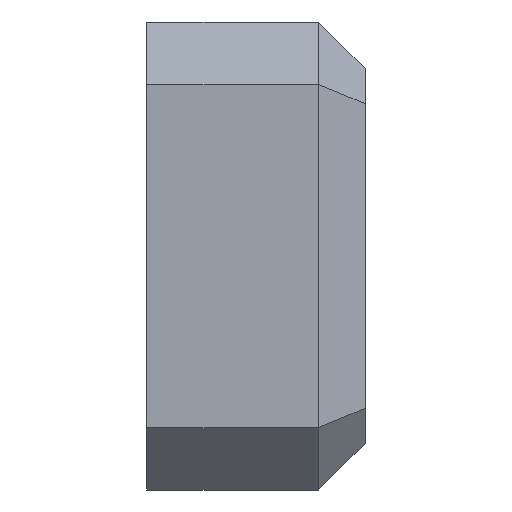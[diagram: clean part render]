
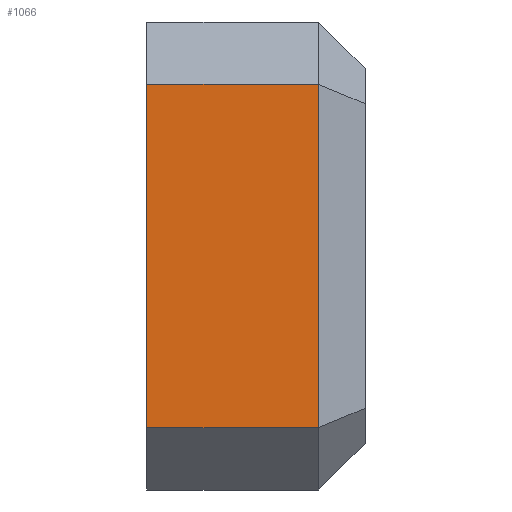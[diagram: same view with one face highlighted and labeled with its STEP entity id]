
A CAD part, left-side view. The second image highlights one B-rep face of the part: STEP entity #1066.
In plain terms, the highlighted planar face has unit normal (-1, 0, 0).
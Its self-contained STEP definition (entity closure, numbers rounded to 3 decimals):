
#46=PLANE('',#1137);
#104=FACE_OUTER_BOUND('',#167,.T.);
#167=EDGE_LOOP('',(#911,#912,#913,#914));
#307=LINE('',#3022,#391);
#326=LINE('',#3059,#410);
#328=LINE('',#3063,#412);
#329=LINE('',#3064,#413);
#391=VECTOR('',#1304,10.);
#410=VECTOR('',#1337,10.);
#412=VECTOR('',#1341,10.);
#413=VECTOR('',#1342,10.);
#503=VERTEX_POINT('',#3019);
#504=VERTEX_POINT('',#3021);
#515=VERTEX_POINT('',#3058);
#516=VERTEX_POINT('',#3062);
#639=EDGE_CURVE('',#503,#504,#307,.T.);
#658=EDGE_CURVE('',#515,#504,#326,.T.);
#660=EDGE_CURVE('',#516,#503,#328,.T.);
#661=EDGE_CURVE('',#516,#515,#329,.T.);
#911=ORIENTED_EDGE('',*,*,#639,.F.);
#912=ORIENTED_EDGE('',*,*,#660,.F.);
#913=ORIENTED_EDGE('',*,*,#661,.T.);
#914=ORIENTED_EDGE('',*,*,#658,.T.);
#1066=ADVANCED_FACE('',(#104),#46,.T.);
#1137=AXIS2_PLACEMENT_3D('',#3061,#1339,#1340);
#1304=DIRECTION('',(0.,0.,-1.));
#1337=DIRECTION('',(0.,-1.,0.));
#1339=DIRECTION('center_axis',(-1.,0.,0.));
#1340=DIRECTION('ref_axis',(0.,0.,-1.));
#1341=DIRECTION('',(0.,-1.,0.));
#1342=DIRECTION('',(0.,0.,-1.));
#3019=CARTESIAN_POINT('',(-17.5,-15.45,5.5));
#3021=CARTESIAN_POINT('',(-17.5,-15.45,-5.5));
#3022=CARTESIAN_POINT('',(-17.5,-15.45,2.75));
#3058=CARTESIAN_POINT('',(-17.5,-9.95,-5.5));
#3059=CARTESIAN_POINT('',(-17.5,-9.95,-5.5));
#3061=CARTESIAN_POINT('Origin',(-17.5,-9.95,5.5));
#3062=CARTESIAN_POINT('',(-17.5,-9.95,5.5));
#3063=CARTESIAN_POINT('',(-17.5,-9.95,5.5));
#3064=CARTESIAN_POINT('',(-17.5,-9.95,5.5));
